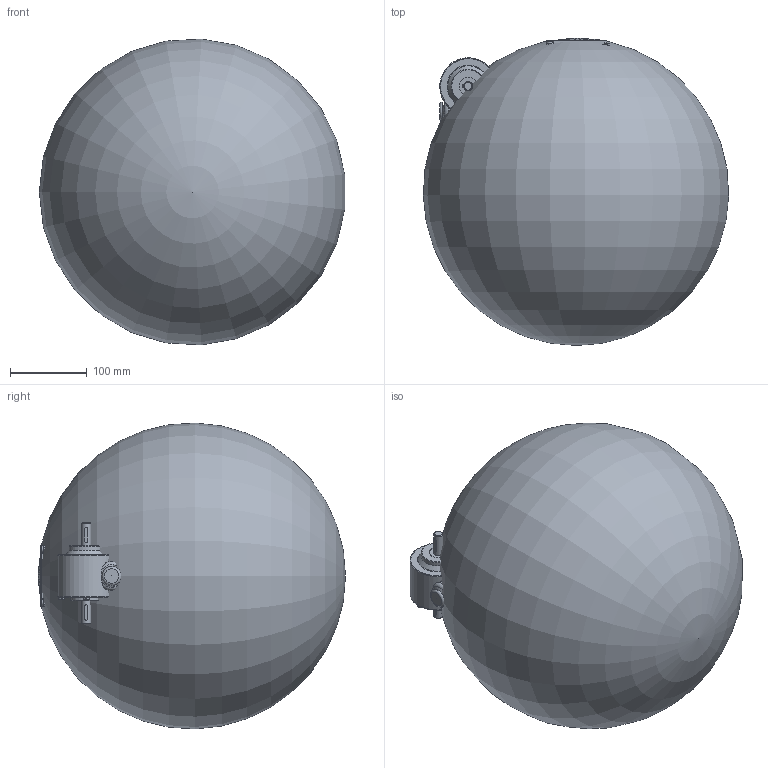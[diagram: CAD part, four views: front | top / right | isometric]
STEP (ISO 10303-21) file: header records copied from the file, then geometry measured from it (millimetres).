
FILE_DESCRIPTION(/* description */ ('STEP AP203'),/* implementation_level */ '2;1');
FILE_NAME(/* name */ '66a0f95e614cbe5b3f7c51cf',/* time_stamp */ '2024-07-24T12:53:51Z',/* author */ (''),/* organization */ (''),/* preprocessor_version */ 'ST-DEVELOPER v20',/* originating_system */ ' ',/* authorisation */ ' ');
FILE_SCHEMA (('CONFIG_CONTROL_DESIGN'));
Length unit declared in the file: metre
Products named in the file (30): IGK90_60_OBr+E3; 1; 5; Klemmenkasten_AK2
Assembly tree (29 placements, depth 2):
  IGK90_60_OBr+E3
    1
    5
    Klemmenkasten_AK2
    Klemmenkasten_AK2
    Klemmenkasten_AK2
    Klemmenkasten_AK2
    Klemmenkasten_AK2
    Klemmenkasten_AK2
    Klemmenkasten_AK2
    Klemmenkasten_AK2
    Klemmenkasten_AK2
    Klemmenkasten_AK2
    Klemmenkasten_AK2
    Klemmenkasten_AK2
    Klemmenkasten_AK2
    Klemmenkasten_AK2
    Klemmenkasten_AK2
    Klemmenkasten_AK2
    Klemmenkasten_AK2
    Klemmenkasten_AK2
    Klemmenkasten_AK2
    Klemmenkasten_AK2
    Klemmenkasten_AK2
    Klemmenkasten_AK2
    Klemmenkasten_AK2
    Klemmenkasten_AK2
    Klemmenkasten_AK2
    Klemmenkasten_AK2
    1
Bounding box: 397.61 x 399.77 x 398.28 mm (x, y, z)
Volume: 1715034.3 mm3; surface area: 1188912.3 mm2
Topology: 4 solids, 31 shells, 1049 faces, 2887 edges, 1852 vertices
Faces by surface type: plane 463, cylinder 388, torus 73, cone 51, bspline 45, sphere 29
Full cylindrical faces by diameter (mm): 2.5 x1, 3 x4, 3.4 x4, 4.134 x12, 6 x8, 6.6 x3, 8 x8, 10 x1, 12 x3, 13 x2, 15.5 x2, 19 x3, 20 x3, 24 x2, 32 x2, 40 x2, 44.8 x1, 80 x1, 91 x1
Entity records: 34920 total; most frequent: CARTESIAN_POINT 8004, DIRECTION 5533, ORIENTED_EDGE 4915, EDGE_CURVE 2687, AXIS2_PLACEMENT_3D 2023, VERTEX_POINT 1821, LINE 1487, VECTOR 1487
